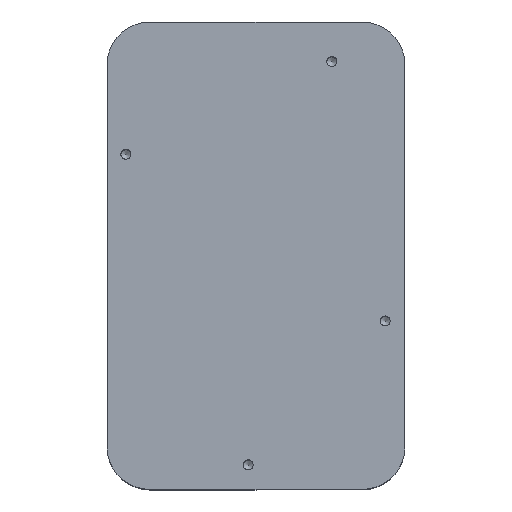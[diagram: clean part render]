
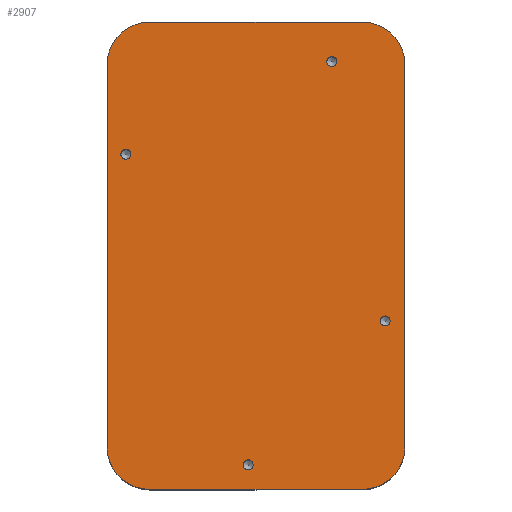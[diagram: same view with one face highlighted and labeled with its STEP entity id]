
A CAD part, top view. The second image highlights one B-rep face of the part: STEP entity #2907.
In plain terms, the highlighted planar face has unit normal (0, 0, 1).
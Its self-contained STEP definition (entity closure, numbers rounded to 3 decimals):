
#77=FACE_BOUND('',#620,.T.);
#78=FACE_BOUND('',#621,.T.);
#79=FACE_BOUND('',#622,.T.);
#80=FACE_BOUND('',#623,.T.);
#188=CIRCLE('',#3181,1.45);
#190=CIRCLE('',#3184,1.45);
#192=CIRCLE('',#3187,1.45);
#194=CIRCLE('',#3190,1.45);
#196=CIRCLE('',#3193,12.371);
#197=CIRCLE('',#3194,12.371);
#198=CIRCLE('',#3195,12.371);
#199=CIRCLE('',#3196,12.371);
#415=FACE_OUTER_BOUND('',#619,.T.);
#619=EDGE_LOOP('',(#2580,#2581,#2582,#2583,#2584,#2585,#2586,#2587));
#620=EDGE_LOOP('',(#2588));
#621=EDGE_LOOP('',(#2589));
#622=EDGE_LOOP('',(#2590));
#623=EDGE_LOOP('',(#2591));
#892=LINE('',#4822,#1169);
#893=LINE('',#4826,#1170);
#894=LINE('',#4830,#1171);
#895=LINE('',#4833,#1172);
#1169=VECTOR('',#3980,10.);
#1170=VECTOR('',#3983,10.);
#1171=VECTOR('',#3986,10.);
#1172=VECTOR('',#3989,10.);
#1435=VERTEX_POINT('',#4794);
#1437=VERTEX_POINT('',#4800);
#1439=VERTEX_POINT('',#4806);
#1441=VERTEX_POINT('',#4812);
#1443=VERTEX_POINT('',#4818);
#1444=VERTEX_POINT('',#4819);
#1445=VERTEX_POINT('',#4821);
#1446=VERTEX_POINT('',#4823);
#1447=VERTEX_POINT('',#4825);
#1448=VERTEX_POINT('',#4827);
#1449=VERTEX_POINT('',#4829);
#1450=VERTEX_POINT('',#4831);
#1818=EDGE_CURVE('',#1435,#1435,#188,.T.);
#1821=EDGE_CURVE('',#1437,#1437,#190,.T.);
#1824=EDGE_CURVE('',#1439,#1439,#192,.T.);
#1827=EDGE_CURVE('',#1441,#1441,#194,.T.);
#1830=EDGE_CURVE('',#1443,#1444,#196,.T.);
#1831=EDGE_CURVE('',#1445,#1443,#892,.T.);
#1832=EDGE_CURVE('',#1446,#1445,#197,.T.);
#1833=EDGE_CURVE('',#1447,#1446,#893,.T.);
#1834=EDGE_CURVE('',#1448,#1447,#198,.T.);
#1835=EDGE_CURVE('',#1449,#1448,#894,.T.);
#1836=EDGE_CURVE('',#1450,#1449,#199,.T.);
#1837=EDGE_CURVE('',#1444,#1450,#895,.T.);
#2580=ORIENTED_EDGE('',*,*,#1830,.F.);
#2581=ORIENTED_EDGE('',*,*,#1831,.F.);
#2582=ORIENTED_EDGE('',*,*,#1832,.F.);
#2583=ORIENTED_EDGE('',*,*,#1833,.F.);
#2584=ORIENTED_EDGE('',*,*,#1834,.F.);
#2585=ORIENTED_EDGE('',*,*,#1835,.F.);
#2586=ORIENTED_EDGE('',*,*,#1836,.F.);
#2587=ORIENTED_EDGE('',*,*,#1837,.F.);
#2588=ORIENTED_EDGE('',*,*,#1818,.T.);
#2589=ORIENTED_EDGE('',*,*,#1821,.T.);
#2590=ORIENTED_EDGE('',*,*,#1824,.T.);
#2591=ORIENTED_EDGE('',*,*,#1827,.T.);
#2755=PLANE('',#3192);
#2907=ADVANCED_FACE('',(#415,#77,#78,#79,#80),#2755,.F.);
#3181=AXIS2_PLACEMENT_3D('',#4795,#3950,#3951);
#3184=AXIS2_PLACEMENT_3D('',#4801,#3957,#3958);
#3187=AXIS2_PLACEMENT_3D('',#4807,#3964,#3965);
#3190=AXIS2_PLACEMENT_3D('',#4813,#3971,#3972);
#3192=AXIS2_PLACEMENT_3D('',#4817,#3976,#3977);
#3193=AXIS2_PLACEMENT_3D('',#4820,#3978,#3979);
#3194=AXIS2_PLACEMENT_3D('',#4824,#3981,#3982);
#3195=AXIS2_PLACEMENT_3D('',#4828,#3984,#3985);
#3196=AXIS2_PLACEMENT_3D('',#4832,#3987,#3988);
#3950=DIRECTION('center_axis',(0.,0.,-1.));
#3951=DIRECTION('ref_axis',(1.,0.,0.));
#3957=DIRECTION('center_axis',(0.,0.,-1.));
#3958=DIRECTION('ref_axis',(1.,0.,0.));
#3964=DIRECTION('center_axis',(0.,0.,-1.));
#3965=DIRECTION('ref_axis',(1.,0.,0.));
#3971=DIRECTION('center_axis',(0.,0.,-1.));
#3972=DIRECTION('ref_axis',(1.,0.,0.));
#3976=DIRECTION('center_axis',(0.,0.,-1.));
#3977=DIRECTION('ref_axis',(1.,0.,0.));
#3978=DIRECTION('center_axis',(0.,0.,-1.));
#3979=DIRECTION('ref_axis',(-1.,0.,0.));
#3980=DIRECTION('',(0.,1.,0.));
#3981=DIRECTION('center_axis',(0.,0.,-1.));
#3982=DIRECTION('ref_axis',(0.,-1.,0.));
#3983=DIRECTION('',(-1.,0.,0.));
#3984=DIRECTION('center_axis',(0.,0.,-1.));
#3985=DIRECTION('ref_axis',(1.,0.,0.));
#3986=DIRECTION('',(0.,-1.,0.));
#3987=DIRECTION('center_axis',(0.,0.,-1.));
#3988=DIRECTION('ref_axis',(0.,1.,0.));
#3989=DIRECTION('',(1.,0.,0.));
#4794=CARTESIAN_POINT('',(91.421,55.871,101.4));
#4795=CARTESIAN_POINT('Origin',(92.871,55.871,101.4));
#4800=CARTESIAN_POINT('',(15.933,104.356,101.4));
#4801=CARTESIAN_POINT('Origin',(17.383,104.356,101.4));
#4806=CARTESIAN_POINT('',(75.858,131.368,101.4));
#4807=CARTESIAN_POINT('Origin',(77.308,131.368,101.4));
#4812=CARTESIAN_POINT('',(51.547,13.986,101.4));
#4813=CARTESIAN_POINT('Origin',(52.997,13.986,101.4));
#4817=CARTESIAN_POINT('Origin',(55.253,74.854,101.4));
#4818=CARTESIAN_POINT('',(11.912,130.476,101.4));
#4819=CARTESIAN_POINT('',(24.283,142.847,101.4));
#4820=CARTESIAN_POINT('Origin',(24.283,130.476,101.4));
#4821=CARTESIAN_POINT('',(11.912,19.231,101.4));
#4822=CARTESIAN_POINT('',(11.912,47.042,101.4));
#4823=CARTESIAN_POINT('',(24.283,6.86,101.4));
#4824=CARTESIAN_POINT('Origin',(24.283,19.231,101.4));
#4825=CARTESIAN_POINT('',(86.223,6.86,101.4));
#4826=CARTESIAN_POINT('',(70.738,6.86,101.4));
#4827=CARTESIAN_POINT('',(98.594,19.231,101.4));
#4828=CARTESIAN_POINT('Origin',(86.223,19.231,101.4));
#4829=CARTESIAN_POINT('',(98.594,130.476,101.4));
#4830=CARTESIAN_POINT('',(98.594,102.665,101.4));
#4831=CARTESIAN_POINT('',(86.223,142.847,101.4));
#4832=CARTESIAN_POINT('Origin',(86.223,130.476,101.4));
#4833=CARTESIAN_POINT('',(39.768,142.847,101.4));
